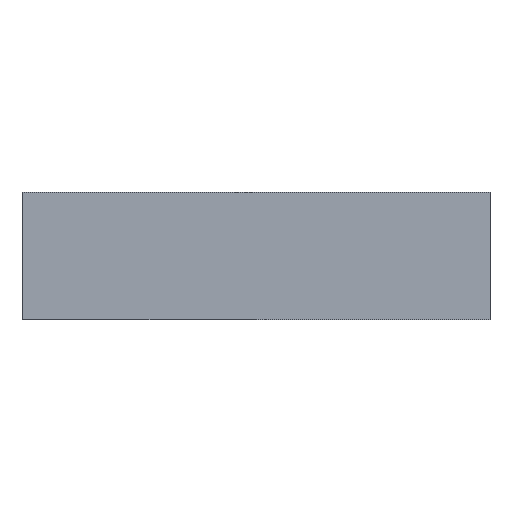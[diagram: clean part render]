
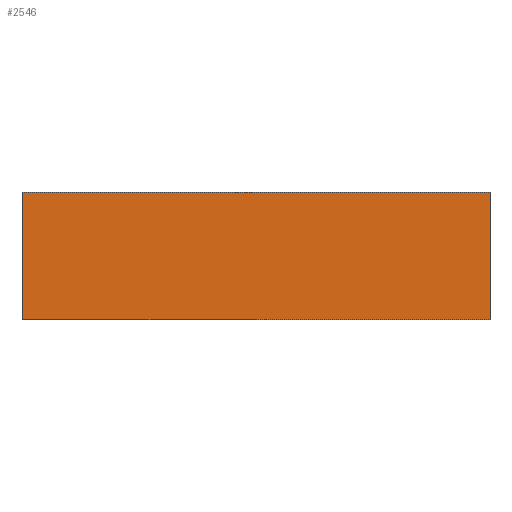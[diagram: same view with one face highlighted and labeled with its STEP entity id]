
A CAD part, front view. The second image highlights one B-rep face of the part: STEP entity #2546.
In plain terms, the highlighted planar face has unit normal (0, -1, 0).
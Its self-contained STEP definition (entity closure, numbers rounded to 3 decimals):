
#453 = DIRECTION ( 'NONE',  ( 0., 0., -1. ) ) ;
#1882 = VERTEX_POINT ( 'NONE', #8341 ) ;
#2546 = ADVANCED_FACE ( 'NONE', ( #19722 ), #33544, .T. ) ;
#3414 = CARTESIAN_POINT ( 'NONE',  ( 239., -30., -65. ) ) ;
#7270 = VERTEX_POINT ( 'NONE', #3414 ) ;
#8019 = CARTESIAN_POINT ( 'NONE',  ( -239., -30., 65. ) ) ;
#8123 = VERTEX_POINT ( 'NONE', #13469 ) ;
#8341 = CARTESIAN_POINT ( 'NONE',  ( 239., -30., 65. ) ) ;
#8426 = VECTOR ( 'NONE', #27206, 1000. ) ;
#8465 = LINE ( 'NONE', #24428, #18593 ) ;
#10706 = LINE ( 'NONE', #8019, #8426 ) ;
#11733 = LINE ( 'NONE', #30578, #27787 ) ;
#13469 = CARTESIAN_POINT ( 'NONE',  ( -239., -30., 65. ) ) ;
#17196 = ORIENTED_EDGE ( 'NONE', *, *, #25497, .T. ) ;
#17208 = DIRECTION ( 'NONE',  ( 0., 0., -1. ) ) ;
#17806 = ORIENTED_EDGE ( 'NONE', *, *, #33658, .T. ) ;
#18593 = VECTOR ( 'NONE', #27297, 1000. ) ;
#19722 = FACE_OUTER_BOUND ( 'NONE', #24268, .T. ) ;
#20464 = AXIS2_PLACEMENT_3D ( 'NONE', #27993, #31204, #17208 ) ;
#22113 = CARTESIAN_POINT ( 'NONE',  ( -239., -30., -65. ) ) ;
#24268 = EDGE_LOOP ( 'NONE', ( #17196, #32310, #34565, #17806 ) ) ;
#24428 = CARTESIAN_POINT ( 'NONE',  ( 239., -30., 65. ) ) ;
#24467 = CARTESIAN_POINT ( 'NONE',  ( -239., -30., -65. ) ) ;
#24795 = DIRECTION ( 'NONE',  ( 1., 0., 0. ) ) ;
#25497 = EDGE_CURVE ( 'NONE', #8123, #27301, #11733, .T. ) ;
#27206 = DIRECTION ( 'NONE',  ( -1., 0., 0. ) ) ;
#27297 = DIRECTION ( 'NONE',  ( 0., 0., 1. ) ) ;
#27301 = VERTEX_POINT ( 'NONE', #24467 ) ;
#27787 = VECTOR ( 'NONE', #453, 1000. ) ;
#27993 = CARTESIAN_POINT ( 'NONE',  ( 0., -30., 0. ) ) ;
#29080 = EDGE_CURVE ( 'NONE', #7270, #1882, #8465, .T. ) ;
#30578 = CARTESIAN_POINT ( 'NONE',  ( -239., -30., 65. ) ) ;
#31204 = DIRECTION ( 'NONE',  ( 0., -1., 0. ) ) ;
#32310 = ORIENTED_EDGE ( 'NONE', *, *, #34779, .T. ) ;
#32828 = VECTOR ( 'NONE', #24795, 1000. ) ;
#33065 = LINE ( 'NONE', #22113, #32828 ) ;
#33544 = PLANE ( 'NONE',  #20464 ) ;
#33658 = EDGE_CURVE ( 'NONE', #1882, #8123, #10706, .T. ) ;
#34565 = ORIENTED_EDGE ( 'NONE', *, *, #29080, .T. ) ;
#34779 = EDGE_CURVE ( 'NONE', #27301, #7270, #33065, .T. ) ;
